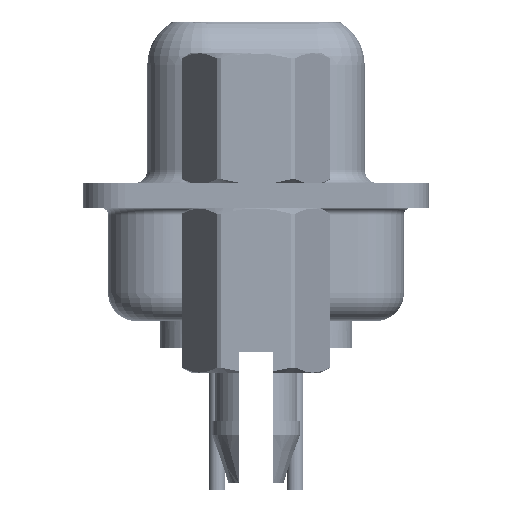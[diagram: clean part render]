
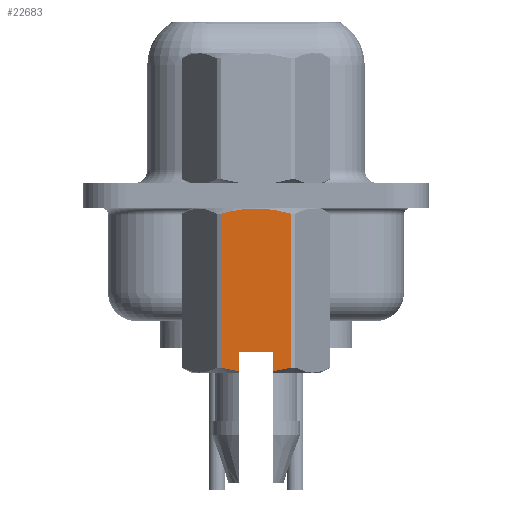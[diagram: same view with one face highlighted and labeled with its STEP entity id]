
A CAD part, left-side view. The second image highlights one B-rep face of the part: STEP entity #22683.
In plain terms, the highlighted planar face has unit normal (-1, 0, 0).
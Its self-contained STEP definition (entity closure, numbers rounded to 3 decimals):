
#642 = CARTESIAN_POINT ( 'NONE',  ( -2.381, 0.215, -0.468 ) ) ;
#972 = DIRECTION ( 'NONE',  ( -1., 0., 0. ) ) ;
#1896 = ORIENTED_EDGE ( 'NONE', *, *, #16572, .T. ) ;
#2389 = EDGE_CURVE ( 'NONE', #6905, #3148, #12155, .T. ) ;
#2960 = EDGE_CURVE ( 'NONE', #24005, #3761, #22985, .T. ) ;
#3148 = VERTEX_POINT ( 'NONE', #28908 ) ;
#3162 = VECTOR ( 'NONE', #13143, 1000. ) ;
#3761 = VERTEX_POINT ( 'NONE', #26723 ) ;
#3944 = DIRECTION ( 'NONE',  ( 0., 0., -1. ) ) ;
#6170 = EDGE_CURVE ( 'NONE', #15746, #24005, #32170, .T. ) ;
#6885 = CARTESIAN_POINT ( 'NONE',  ( -2.381, -1.273, -6.248 ) ) ;
#6905 = VERTEX_POINT ( 'NONE', #6885 ) ;
#7256 = ORIENTED_EDGE ( 'NONE', *, *, #2960, .T. ) ;
#7876 = PLANE ( 'NONE',  #21445 ) ;
#8515 = CARTESIAN_POINT ( 'NONE',  ( -2.381, 0.858, -0.55 ) ) ;
#9111 = CARTESIAN_POINT ( 'NONE',  ( -2.381, 1.273, -6.248 ) ) ;
#9287 = CARTESIAN_POINT ( 'NONE',  ( -2.381, 0.625, -6.385 ) ) ;
#9587 = CARTESIAN_POINT ( 'NONE',  ( -2.381, -0.625, -6.385 ) ) ;
#9949 = B_SPLINE_CURVE_WITH_KNOTS ( 'NONE', 3,
 ( #17536, #22041, #19438, #23378, #18199, #28713 ),
 .UNSPECIFIED., .F., .F.,
 ( 4, 2, 4 ),
 ( 0.003, 0.003, 0.004 ),
 .UNSPECIFIED. ) ;
#10094 = CARTESIAN_POINT ( 'NONE',  ( -2.381, -0.842, -6.354 ) ) ;
#10766 = CARTESIAN_POINT ( 'NONE',  ( -2.381, 0.432, -0.485 ) ) ;
#11794 = CARTESIAN_POINT ( 'NONE',  ( -2.381, -0.625, -5.7 ) ) ;
#11879 = CARTESIAN_POINT ( 'NONE',  ( -2.381, 0.845, -6.353 ) ) ;
#12155 = LINE ( 'NONE', #25592, #17447 ) ;
#12204 = ORIENTED_EDGE ( 'NONE', *, *, #21025, .T. ) ;
#13143 = DIRECTION ( 'NONE',  ( 0., 0., -1. ) ) ;
#13241 = EDGE_CURVE ( 'NONE', #13909, #15746, #30731, .T. ) ;
#13909 = VERTEX_POINT ( 'NONE', #26049 ) ;
#14392 = LINE ( 'NONE', #24914, #19175 ) ;
#15746 = VERTEX_POINT ( 'NONE', #22332 ) ;
#16572 = EDGE_CURVE ( 'NONE', #3148, #13909, #9949, .T. ) ;
#16808 = DIRECTION ( 'NONE',  ( 0., 0., -1. ) ) ;
#17447 = VECTOR ( 'NONE', #23012, 1000. ) ;
#17536 = CARTESIAN_POINT ( 'NONE',  ( -2.381, -1.273, -0.652 ) ) ;
#17856 = CARTESIAN_POINT ( 'NONE',  ( -2.381, -1.273, -6.248 ) ) ;
#18145 = CARTESIAN_POINT ( 'NONE',  ( -2.381, 0.625, -5.7 ) ) ;
#18199 = CARTESIAN_POINT ( 'NONE',  ( -2.381, -0.215, -0.468 ) ) ;
#18573 = DIRECTION ( 'NONE',  ( 0., 0., 1. ) ) ;
#18777 = CARTESIAN_POINT ( 'NONE',  ( -2.381, -0.625, -6.385 ) ) ;
#18944 = ORIENTED_EDGE ( 'NONE', *, *, #6170, .T. ) ;
#19175 = VECTOR ( 'NONE', #16808, 1000. ) ;
#19219 = FACE_OUTER_BOUND ( 'NONE', #33427, .T. ) ;
#19263 = CARTESIAN_POINT ( 'NONE',  ( -2.381, 1.273, 0.581 ) ) ;
#19313 = EDGE_CURVE ( 'NONE', #21826, #20727, #22499, .T. ) ;
#19438 = CARTESIAN_POINT ( 'NONE',  ( -2.381, -0.853, -0.549 ) ) ;
#19644 = CARTESIAN_POINT ( 'NONE',  ( -2.381, 1.06, -6.306 ) ) ;
#20057 = B_SPLINE_CURVE_WITH_KNOTS ( 'NONE', 3,
 ( #9587, #10094, #20618, #17856 ),
 .UNSPECIFIED., .F., .F.,
 ( 4, 4 ),
 ( 0.003, 0.004 ),
 .UNSPECIFIED. ) ;
#20073 = DIRECTION ( 'NONE',  ( 0., 1., 0. ) ) ;
#20594 = ORIENTED_EDGE ( 'NONE', *, *, #2389, .T. ) ;
#20618 = CARTESIAN_POINT ( 'NONE',  ( -2.381, -1.06, -6.306 ) ) ;
#20727 = VERTEX_POINT ( 'NONE', #33207 ) ;
#20834 = EDGE_CURVE ( 'NONE', #31468, #6905, #20057, .T. ) ;
#21025 = EDGE_CURVE ( 'NONE', #21826, #31468, #14392, .T. ) ;
#21338 = VECTOR ( 'NONE', #3944, 1000. ) ;
#21445 = AXIS2_PLACEMENT_3D ( 'NONE', #29726, #972, #18573 ) ;
#21826 = VERTEX_POINT ( 'NONE', #27032 ) ;
#22041 = CARTESIAN_POINT ( 'NONE',  ( -2.381, -1.065, -0.596 ) ) ;
#22332 = CARTESIAN_POINT ( 'NONE',  ( -2.381, 1.273, -0.652 ) ) ;
#22499 = LINE ( 'NONE', #11794, #26177 ) ;
#22683 = ADVANCED_FACE ( 'NONE', ( #19219 ), #7876, .T. ) ;
#22724 = ORIENTED_EDGE ( 'NONE', *, *, #13241, .T. ) ;
#22985 = B_SPLINE_CURVE_WITH_KNOTS ( 'NONE', 3,
 ( #9111, #19644, #11879, #9287 ),
 .UNSPECIFIED., .F., .F.,
 ( 4, 4 ),
 ( 0.001, 0.002 ),
 .UNSPECIFIED. ) ;
#23012 = DIRECTION ( 'NONE',  ( 0., 0., 1. ) ) ;
#23018 = ORIENTED_EDGE ( 'NONE', *, *, #19313, .F. ) ;
#23378 = CARTESIAN_POINT ( 'NONE',  ( -2.381, -0.428, -0.485 ) ) ;
#24005 = VERTEX_POINT ( 'NONE', #26205 ) ;
#24564 = CARTESIAN_POINT ( 'NONE',  ( -2.381, 1.273, -0.652 ) ) ;
#24914 = CARTESIAN_POINT ( 'NONE',  ( -2.381, -0.625, -5.7 ) ) ;
#25592 = CARTESIAN_POINT ( 'NONE',  ( -2.381, -1.273, 0.581 ) ) ;
#26049 = CARTESIAN_POINT ( 'NONE',  ( -2.381, 0., -0.468 ) ) ;
#26177 = VECTOR ( 'NONE', #20073, 1000. ) ;
#26205 = CARTESIAN_POINT ( 'NONE',  ( -2.381, 1.273, -6.248 ) ) ;
#26723 = CARTESIAN_POINT ( 'NONE',  ( -2.381, 0.625, -6.385 ) ) ;
#26986 = CARTESIAN_POINT ( 'NONE',  ( -2.381, 1.066, -0.596 ) ) ;
#27032 = CARTESIAN_POINT ( 'NONE',  ( -2.381, -0.625, -5.7 ) ) ;
#27812 = ORIENTED_EDGE ( 'NONE', *, *, #29998, .F. ) ;
#28713 = CARTESIAN_POINT ( 'NONE',  ( -2.381, 0., -0.468 ) ) ;
#28908 = CARTESIAN_POINT ( 'NONE',  ( -2.381, -1.273, -0.652 ) ) ;
#29726 = CARTESIAN_POINT ( 'NONE',  ( -2.381, -1.375, 7.399 ) ) ;
#29729 = CARTESIAN_POINT ( 'NONE',  ( -2.381, 0., -0.468 ) ) ;
#29998 = EDGE_CURVE ( 'NONE', #20727, #3761, #33972, .T. ) ;
#30731 = B_SPLINE_CURVE_WITH_KNOTS ( 'NONE', 3,
 ( #29729, #642, #10766, #8515, #26986, #24564 ),
 .UNSPECIFIED., .F., .F.,
 ( 4, 2, 4 ),
 ( 0.004, 0.004, 0.005 ),
 .UNSPECIFIED. ) ;
#31468 = VERTEX_POINT ( 'NONE', #18777 ) ;
#31834 = ORIENTED_EDGE ( 'NONE', *, *, #20834, .T. ) ;
#32170 = LINE ( 'NONE', #19263, #21338 ) ;
#33207 = CARTESIAN_POINT ( 'NONE',  ( -2.381, 0.625, -5.7 ) ) ;
#33427 = EDGE_LOOP ( 'NONE', ( #27812, #23018, #12204, #31834, #20594, #1896, #22724, #18944, #7256 ) ) ;
#33972 = LINE ( 'NONE', #18145, #3162 ) ;
